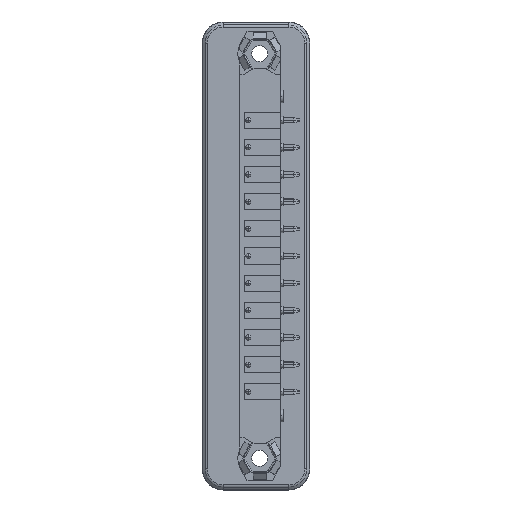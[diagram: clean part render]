
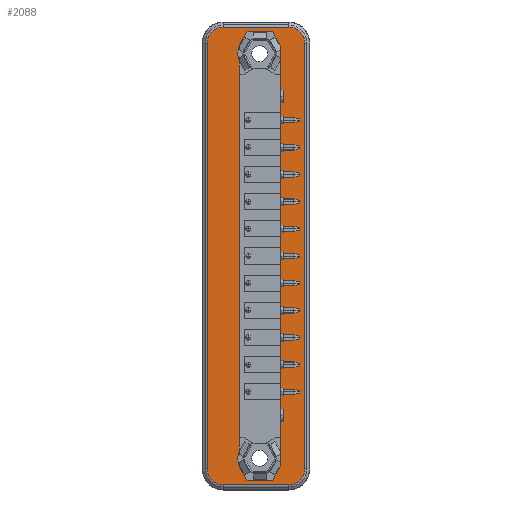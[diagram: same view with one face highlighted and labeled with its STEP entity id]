
A CAD part, left-side view. The second image highlights one B-rep face of the part: STEP entity #2088.
In plain terms, the highlighted planar face has unit normal (-1, 0, 0).
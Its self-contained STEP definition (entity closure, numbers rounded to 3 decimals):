
#2088=ADVANCED_FACE('',(#4859,#4860),#4861,.T.);
#4859=FACE_OUTER_BOUND('',#8337,.T.);
#4860=FACE_BOUND('',#8338,.T.);
#4861=PLANE('',#8339);
#8337=EDGE_LOOP('',(#14398,#14399,#14400,#14401,#14402,#14403,#14404,#14405));
#8338=EDGE_LOOP('',(#14406,#14407,#14408,#14409,#14410,#14411,#14412,#14413,#14414,#14415,#14416,#14417));
#8339=AXIS2_PLACEMENT_3D('',#14418,#14419,#14420);
#14398=ORIENTED_EDGE('',*,*,#22110,.F.);
#14399=ORIENTED_EDGE('',*,*,#22111,.T.);
#14400=ORIENTED_EDGE('',*,*,#21351,.T.);
#14401=ORIENTED_EDGE('',*,*,#22112,.T.);
#14402=ORIENTED_EDGE('',*,*,#22113,.F.);
#14403=ORIENTED_EDGE('',*,*,#19959,.F.);
#14404=ORIENTED_EDGE('',*,*,#21478,.F.);
#14405=ORIENTED_EDGE('',*,*,#22114,.F.);
#14406=ORIENTED_EDGE('',*,*,#22115,.T.);
#14407=ORIENTED_EDGE('',*,*,#22087,.F.);
#14408=ORIENTED_EDGE('',*,*,#20845,.F.);
#14409=ORIENTED_EDGE('',*,*,#22116,.F.);
#14410=ORIENTED_EDGE('',*,*,#20366,.F.);
#14411=ORIENTED_EDGE('',*,*,#22117,.F.);
#14412=ORIENTED_EDGE('',*,*,#20909,.T.);
#14413=ORIENTED_EDGE('',*,*,#21445,.F.);
#14414=ORIENTED_EDGE('',*,*,#20062,.F.);
#14415=ORIENTED_EDGE('',*,*,#22118,.F.);
#14416=ORIENTED_EDGE('',*,*,#22019,.F.);
#14417=ORIENTED_EDGE('',*,*,#22119,.T.);
#14418=CARTESIAN_POINT('',(-1.158,13.348,-65.71));
#14419=DIRECTION('',(-1.0,0.0,0.0));
#14420=DIRECTION('',(0.0,0.0,1.0));
#19959=EDGE_CURVE('',#23634,#23629,#23636,.T.);
#20062=EDGE_CURVE('',#23816,#23812,#23818,.T.);
#20366=EDGE_CURVE('',#24362,#24363,#24364,.T.);
#20845=EDGE_CURVE('',#25184,#25185,#25186,.T.);
#20909=EDGE_CURVE('',#25290,#25288,#25291,.T.);
#21351=EDGE_CURVE('',#25981,#25982,#25983,.T.);
#21445=EDGE_CURVE('',#23812,#25288,#26121,.T.);
#21478=EDGE_CURVE('',#26165,#23634,#26167,.T.);
#22019=EDGE_CURVE('',#26919,#26914,#26921,.T.);
#22087=EDGE_CURVE('',#25185,#27013,#27014,.T.);
#22110=EDGE_CURVE('',#27042,#27043,#27044,.T.);
#22111=EDGE_CURVE('',#27042,#25981,#27045,.T.);
#22112=EDGE_CURVE('',#25982,#27046,#27047,.T.);
#22113=EDGE_CURVE('',#23629,#27046,#27048,.T.);
#22114=EDGE_CURVE('',#27043,#26165,#27049,.T.);
#22115=EDGE_CURVE('',#27050,#27013,#27051,.T.);
#22116=EDGE_CURVE('',#24363,#25184,#27052,.T.);
#22117=EDGE_CURVE('',#25290,#24362,#27053,.T.);
#22118=EDGE_CURVE('',#26914,#23816,#27054,.T.);
#22119=EDGE_CURVE('',#26919,#27050,#27055,.T.);
#23629=VERTEX_POINT('',#28802);
#23634=VERTEX_POINT('',#28808);
#23636=CIRCLE('',#28811,3.0);
#23812=VERTEX_POINT('',#29053);
#23816=VERTEX_POINT('',#29059);
#23818=LINE('',#29062,#29063);
#24362=VERTEX_POINT('',#29836);
#24363=VERTEX_POINT('',#29837);
#24364=LINE('',#29838,#29839);
#25184=VERTEX_POINT('',#31009);
#25185=VERTEX_POINT('',#31010);
#25186=LINE('',#31011,#31012);
#25288=VERTEX_POINT('',#31151);
#25290=VERTEX_POINT('',#31154);
#25291=LINE('',#31155,#31156);
#25981=VERTEX_POINT('',#32119);
#25982=VERTEX_POINT('',#32120);
#25983=LINE('',#32121,#32122);
#26121=LINE('',#32313,#32314);
#26165=VERTEX_POINT('',#32375);
#26167=LINE('',#32378,#32379);
#26914=VERTEX_POINT('',#33438);
#26919=VERTEX_POINT('',#33445);
#26921=LINE('',#33448,#33449);
#27013=VERTEX_POINT('',#33575);
#27014=CIRCLE('',#33576,4.1);
#27042=VERTEX_POINT('',#33624);
#27043=VERTEX_POINT('',#33625);
#27044=LINE('',#33626,#33627);
#27045=CIRCLE('',#33628,3.0);
#27046=VERTEX_POINT('',#33629);
#27047=CIRCLE('',#33630,3.0);
#27048=LINE('',#33631,#33632);
#27049=CIRCLE('',#33633,3.0);
#27050=VERTEX_POINT('',#33634);
#27051=LINE('',#33635,#33636);
#27052=LINE('',#33637,#33638);
#27053=LINE('',#33639,#33640);
#27054=LINE('',#33641,#33642);
#27055=CIRCLE('',#33643,4.1);
#28802=CARTESIAN_POINT('',(-1.158,0.848,1.025));
#28808=CARTESIAN_POINT('',(-1.158,3.848,4.025));
#28811=AXIS2_PLACEMENT_3D('',#36099,#36100,#36101);
#29053=CARTESIAN_POINT('',(-1.158,6.863,-80.745));
#29059=CARTESIAN_POINT('',(-1.158,11.632,-80.745));
#29062=CARTESIAN_POINT('',(-1.158,-32.395,-80.745));
#29063=VECTOR('',#36207,1.0);
#29836=CARTESIAN_POINT('',(-1.158,6.863,3.155));
#29837=CARTESIAN_POINT('',(-1.158,11.632,3.155));
#29838=CARTESIAN_POINT('',(-1.158,-32.395,3.155));
#29839=VECTOR('',#36548,1.0);
#31009=CARTESIAN_POINT('',(-1.158,13.048,0.703));
#31010=CARTESIAN_POINT('',(-1.158,13.048,0.564));
#31011=CARTESIAN_POINT('',(-1.158,13.048,-13.395));
#31012=VECTOR('',#37139,1.0);
#31151=CARTESIAN_POINT('',(-1.158,5.378,-78.172));
#31154=CARTESIAN_POINT('',(-1.158,5.378,0.582));
#31155=CARTESIAN_POINT('',(-1.158,5.378,-59.115));
#31156=VECTOR('',#37220,1.0);
#32119=CARTESIAN_POINT('',(-1.158,16.048,-81.615));
#32120=CARTESIAN_POINT('',(-1.158,3.848,-81.615));
#32121=CARTESIAN_POINT('',(-1.158,-32.395,-81.615));
#32122=VECTOR('',#37785,1.0);
#32313=CARTESIAN_POINT('',(-1.158,-5.625,-59.115));
#32314=VECTOR('',#37914,1.0);
#32375=CARTESIAN_POINT('',(-1.158,16.048,4.025));
#32378=CARTESIAN_POINT('',(-1.158,-32.395,4.025));
#32379=VECTOR('',#37951,1.0);
#33438=CARTESIAN_POINT('',(-1.158,13.048,-78.293));
#33445=CARTESIAN_POINT('',(-1.158,13.048,-78.154));
#33448=CARTESIAN_POINT('',(-1.158,13.048,-59.115));
#33449=VECTOR('',#38537,1.0);
#33575=CARTESIAN_POINT('',(-1.158,13.048,-2.514));
#33576=AXIS2_PLACEMENT_3D('',#38611,#38612,#38613);
#33624=CARTESIAN_POINT('',(-1.158,19.048,-78.615));
#33625=CARTESIAN_POINT('',(-1.158,19.048,1.025));
#33626=CARTESIAN_POINT('',(-1.158,19.048,-59.115));
#33627=VECTOR('',#38634,1.0);
#33628=AXIS2_PLACEMENT_3D('',#38635,#38636,#38637);
#33629=CARTESIAN_POINT('',(-1.158,0.848,-78.615));
#33630=AXIS2_PLACEMENT_3D('',#38638,#38639,#38640);
#33631=CARTESIAN_POINT('',(-1.158,0.848,-59.115));
#33632=VECTOR('',#38641,1.0);
#33633=AXIS2_PLACEMENT_3D('',#38642,#38643,#38644);
#33634=CARTESIAN_POINT('',(-1.158,13.048,-75.076));
#33635=CARTESIAN_POINT('',(-1.158,13.048,-59.115));
#33636=VECTOR('',#38645,1.0);
#33637=CARTESIAN_POINT('',(-1.158,21.187,-13.395));
#33638=VECTOR('',#38646,1.0);
#33639=CARTESIAN_POINT('',(-1.158,-2.692,-13.395));
#33640=VECTOR('',#38647,1.0);
#33641=CARTESIAN_POINT('',(-1.158,24.12,-59.115));
#33642=VECTOR('',#38648,1.0);
#33643=AXIS2_PLACEMENT_3D('',#38649,#38650,#38651);
#36099=CARTESIAN_POINT('',(-1.158,3.848,1.025));
#36100=DIRECTION('',(1.0,0.0,0.0));
#36101=DIRECTION('',(0.0,-1.0,0.0));
#36207=DIRECTION('',(0.0,-1.0,0.));
#36548=DIRECTION('',(0.0,1.0,0.));
#37139=DIRECTION('',(0.0,0.,-1.0));
#37220=DIRECTION('',(0.0,0.0,-1.0));
#37785=DIRECTION('',(0.0,-1.0,0.0));
#37914=DIRECTION('',(0.0,-0.5,0.866));
#37951=DIRECTION('',(0.0,-1.0,0.0));
#38537=DIRECTION('',(0.0,0.,-1.0));
#38611=CARTESIAN_POINT('',(-1.158,9.248,-0.975));
#38612=DIRECTION('',(-1.0,0.0,0.0));
#38613=DIRECTION('',(0.0,0.,1.0));
#38634=DIRECTION('',(0.0,0.0,1.0));
#38635=CARTESIAN_POINT('',(-1.158,16.048,-78.615));
#38636=DIRECTION('',(-1.0,0.0,0.0));
#38637=DIRECTION('',(0.0,-1.0,0.0));
#38638=CARTESIAN_POINT('',(-1.158,3.848,-78.615));
#38639=DIRECTION('',(-1.0,0.0,0.0));
#38640=DIRECTION('',(0.0,-1.0,0.0));
#38641=DIRECTION('',(0.0,0.0,-1.0));
#38642=CARTESIAN_POINT('',(-1.158,16.048,1.025));
#38643=DIRECTION('',(1.0,0.0,0.0));
#38644=DIRECTION('',(0.0,-1.0,0.0));
#38645=DIRECTION('',(0.0,0.0,1.0));
#38646=DIRECTION('',(0.0,0.5,-0.866));
#38647=DIRECTION('',(0.0,0.5,0.866));
#38648=DIRECTION('',(0.0,-0.5,-0.866));
#38649=CARTESIAN_POINT('',(-1.158,9.248,-76.615));
#38650=DIRECTION('',(1.0,0.0,0.0));
#38651=DIRECTION('',(0.0,0.,-1.0));
